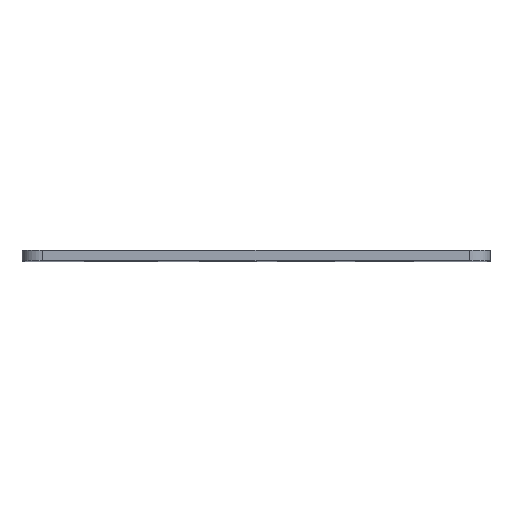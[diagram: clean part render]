
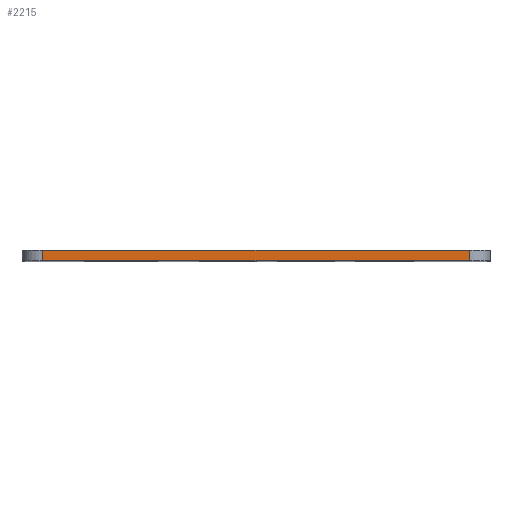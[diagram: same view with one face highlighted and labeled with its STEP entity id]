
A CAD part, top view. The second image highlights one B-rep face of the part: STEP entity #2215.
In plain terms, the highlighted planar face has unit normal (0, 0, 1).
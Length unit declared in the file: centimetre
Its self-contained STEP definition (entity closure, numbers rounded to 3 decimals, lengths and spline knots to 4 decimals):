
#44=PLANE('',#2398);
#109=FACE_OUTER_BOUND('',#236,.T.);
#236=EDGE_LOOP('',(#1617,#1618,#1619,#1620));
#357=LINE('',#3231,#589);
#362=LINE('',#3243,#594);
#425=LINE('',#3474,#657);
#426=LINE('',#3476,#658);
#589=VECTOR('',#2561,1.);
#594=VECTOR('',#2572,1.);
#657=VECTOR('',#2747,1.);
#658=VECTOR('',#2750,1.);
#926=VERTEX_POINT('',#3228);
#927=VERTEX_POINT('',#3230);
#931=VERTEX_POINT('',#3242);
#1042=VERTEX_POINT('',#3470);
#1150=EDGE_CURVE('',#926,#927,#357,.T.);
#1156=EDGE_CURVE('',#927,#931,#362,.T.);
#1272=EDGE_CURVE('',#931,#1042,#425,.T.);
#1273=EDGE_CURVE('',#1042,#926,#426,.T.);
#1617=ORIENTED_EDGE('',*,*,#1150,.F.);
#1618=ORIENTED_EDGE('',*,*,#1273,.F.);
#1619=ORIENTED_EDGE('',*,*,#1272,.F.);
#1620=ORIENTED_EDGE('',*,*,#1156,.F.);
#2215=ADVANCED_FACE('',(#109),#44,.T.);
#2398=AXIS2_PLACEMENT_3D('',#3475,#2748,#2749);
#2561=DIRECTION('',(0.,-1.,0.));
#2572=DIRECTION('',(-1.,0.,0.));
#2747=DIRECTION('',(0.,1.,0.));
#2748=DIRECTION('center_axis',(0.,0.,1.));
#2749=DIRECTION('ref_axis',(1.,0.,0.));
#2750=DIRECTION('',(1.,0.,0.));
#3228=CARTESIAN_POINT('',(10.3375,0.25,-0.2575));
#3230=CARTESIAN_POINT('',(10.3375,0.,-0.2575));
#3231=CARTESIAN_POINT('',(10.3375,0.,-0.2575));
#3242=CARTESIAN_POINT('',(-0.0625,0.,-0.2575));
#3243=CARTESIAN_POINT('',(10.8375,0.,-0.2575));
#3470=CARTESIAN_POINT('',(-0.0625,0.25,-0.2575));
#3474=CARTESIAN_POINT('',(-0.0625,0.,-0.2575));
#3475=CARTESIAN_POINT('Origin',(-0.5625,0.,-0.2575));
#3476=CARTESIAN_POINT('',(10.8375,0.25,-0.2575));
